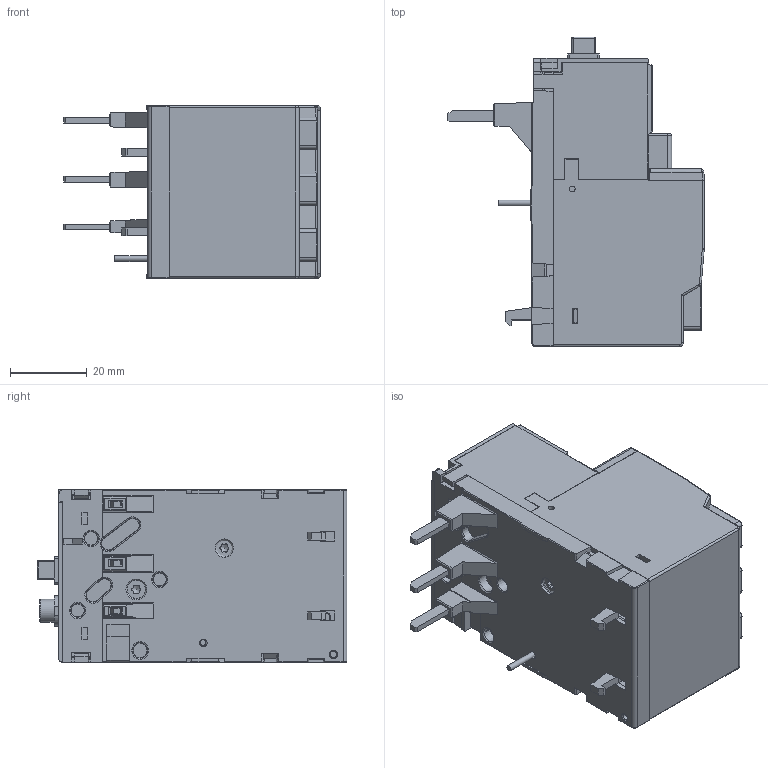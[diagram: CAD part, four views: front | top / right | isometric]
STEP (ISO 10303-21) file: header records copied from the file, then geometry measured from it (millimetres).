
FILE_DESCRIPTION(/* description */ (''),/* implementation_level */ '2;1');
FILE_NAME(/* name */ 'RF38.stp',/* time_stamp */ '2019-07-30T09:16:46+02:00',/* author */ (''),/* organization */ (''),/* preprocessor_version */ 'ST-DEVELOPER v16',/* originating_system */ 'SIEMENS PLM Software NX 10.0',/* authorisation */ '');
FILE_SCHEMA (('AP203_CONFIGURATION_CONTROLLED_3D_DESIGN_OF_MECHANICAL_PARTS_AND_ASSEMBLIES_MIM_LF { 1 0 10303 403 2 1 2}'));
Products named in the file (1): Rugg10F00B9Dfyj3
Bounding box: 67 x 80.9 x 45 mm (x, y, z)
Surface area: 41073.7 mm2 (no closed solid volume)
Topology: 0 solids, 47 shells, 1235 faces, 5605 edges, 4277 vertices
Faces by surface type: plane 778, cylinder 325, torus 69, cone 37, bspline 22, sphere 4
Full cylindrical faces by diameter (mm): 1.5 x4, 1.7 x1, 2 x1, 2.85 x4, 3.175 x1, 3.3 x3, 4.8 x2, 6 x4, 6.1 x3, 6.2 x4, 7.2 x1, 7.5 x1, 9.5 x3
Entity records: 58793 total; most frequent: CARTESIAN_POINT 14874, DIRECTION 8862, ORIENTED_EDGE 8022, EDGE_CURVE 5491, VERTEX_POINT 4247, LINE 3738, VECTOR 3738, AXIS2_PLACEMENT_3D 2562
